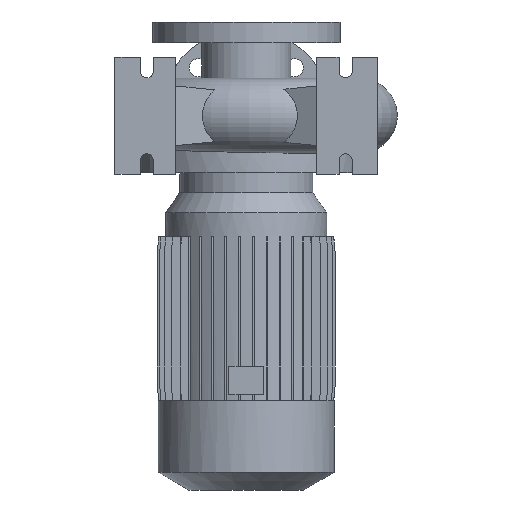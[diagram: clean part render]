
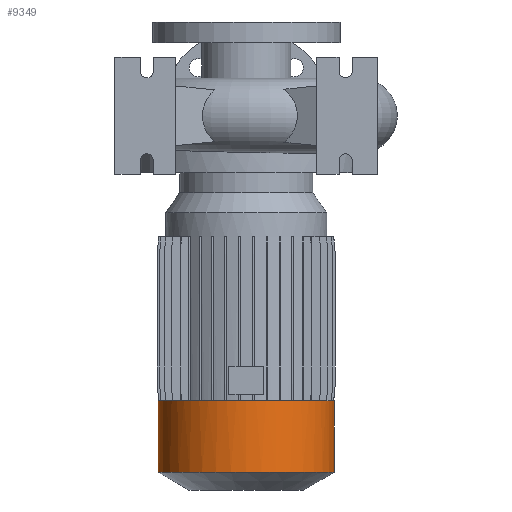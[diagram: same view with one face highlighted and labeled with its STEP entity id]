
A CAD part, front view. The second image highlights one B-rep face of the part: STEP entity #9349.
In plain terms, the highlighted cylindrical face has radius 94 mm (diameter 188 mm), a partial arc.
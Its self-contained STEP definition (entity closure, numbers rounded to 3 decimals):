
#212 = ORIENTED_EDGE ( 'NONE', *, *, #13057, .F. ) ;
#448 = DIRECTION ( 'NONE',  ( 0., 0., 1. ) ) ;
#838 = AXIS2_PLACEMENT_3D ( 'NONE', #1425, #10291, #4755 ) ;
#967 = DIRECTION ( 'NONE',  ( 0., 0., 1. ) ) ;
#1425 = CARTESIAN_POINT ( 'NONE',  ( 0., 0., -304. ) ) ;
#1439 = LINE ( 'NONE', #12411, #8713 ) ;
#1671 = CARTESIAN_POINT ( 'NONE',  ( -94., 0., -304. ) ) ;
#2500 = DIRECTION ( 'NONE',  ( 1., 0., 0. ) ) ;
#2925 = DIRECTION ( 'NONE',  ( 1., 0., 0. ) ) ;
#3744 = EDGE_LOOP ( 'NONE', ( #212, #11221, #11279, #9854 ) ) ;
#4007 = CARTESIAN_POINT ( 'NONE',  ( 0., 0., 100. ) ) ;
#4751 = EDGE_CURVE ( 'NONE', #9662, #12535, #8889, .T. ) ;
#4755 = DIRECTION ( 'NONE',  ( 1., 0., 0. ) ) ;
#5549 = VECTOR ( 'NONE', #448, 1000. ) ;
#5613 = CARTESIAN_POINT ( 'NONE',  ( 0., 0., -380. ) ) ;
#5714 = DIRECTION ( 'NONE',  ( 0., 0., 1. ) ) ;
#6195 = AXIS2_PLACEMENT_3D ( 'NONE', #4007, #967, #2925 ) ;
#6854 = EDGE_CURVE ( 'NONE', #12535, #10221, #1439, .T. ) ;
#7051 = CARTESIAN_POINT ( 'NONE',  ( -94., 0., -380. ) ) ;
#8076 = CARTESIAN_POINT ( 'NONE',  ( -94., 0., 100. ) ) ;
#8406 = EDGE_CURVE ( 'NONE', #12965, #10221, #13135, .T. ) ;
#8436 = CARTESIAN_POINT ( 'NONE',  ( 94., 0., -380. ) ) ;
#8713 = VECTOR ( 'NONE', #5714, 1000. ) ;
#8889 = CIRCLE ( 'NONE', #12142, 94. ) ;
#9349 = ADVANCED_FACE ( 'NONE', ( #12521 ), #13014, .T. ) ;
#9662 = VERTEX_POINT ( 'NONE', #7051 ) ;
#9854 = ORIENTED_EDGE ( 'NONE', *, *, #8406, .F. ) ;
#10221 = VERTEX_POINT ( 'NONE', #13197 ) ;
#10291 = DIRECTION ( 'NONE',  ( 0., 0., 1. ) ) ;
#10333 = LINE ( 'NONE', #8076, #5549 ) ;
#11221 = ORIENTED_EDGE ( 'NONE', *, *, #4751, .T. ) ;
#11279 = ORIENTED_EDGE ( 'NONE', *, *, #6854, .T. ) ;
#11291 = DIRECTION ( 'NONE',  ( 0., 0., 1. ) ) ;
#12142 = AXIS2_PLACEMENT_3D ( 'NONE', #5613, #11291, #2500 ) ;
#12411 = CARTESIAN_POINT ( 'NONE',  ( 94., 0., 100. ) ) ;
#12521 = FACE_OUTER_BOUND ( 'NONE', #3744, .T. ) ;
#12535 = VERTEX_POINT ( 'NONE', #8436 ) ;
#12965 = VERTEX_POINT ( 'NONE', #1671 ) ;
#13014 = CYLINDRICAL_SURFACE ( 'NONE', #6195, 94. ) ;
#13057 = EDGE_CURVE ( 'NONE', #9662, #12965, #10333, .T. ) ;
#13135 = CIRCLE ( 'NONE', #838, 94. ) ;
#13197 = CARTESIAN_POINT ( 'NONE',  ( 94., 0., -304. ) ) ;
